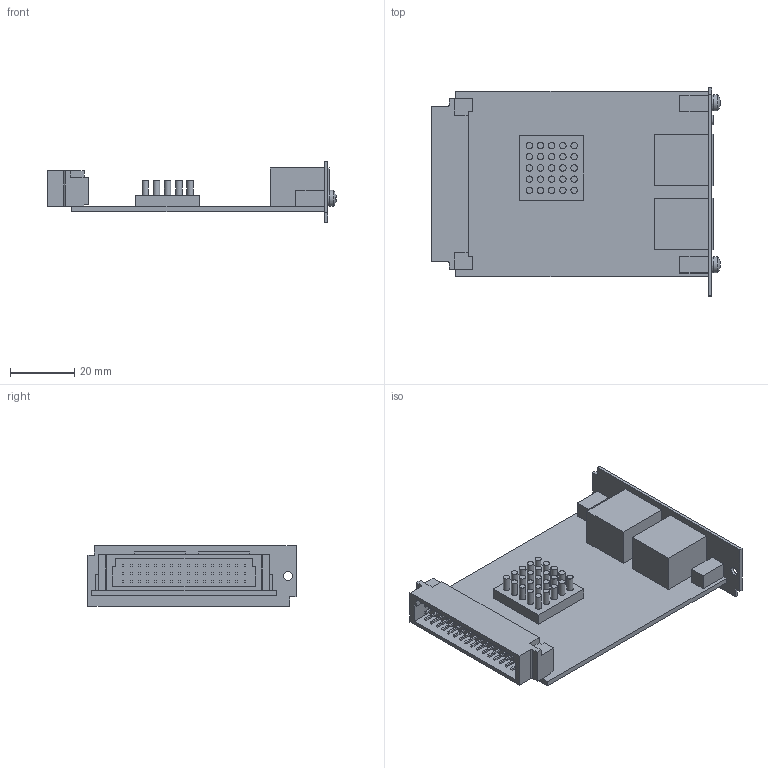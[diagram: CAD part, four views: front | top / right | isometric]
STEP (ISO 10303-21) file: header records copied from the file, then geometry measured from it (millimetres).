
FILE_DESCRIPTION(/* description */ ('STEP AP214'),/* implementation_level */ '2;1');
FILE_NAME(/* name */ '1911916_CAMC-F-PN',/* time_stamp */ '2024-08-05T16:21:34+02:00',/* author */ ('License CC BY-ND 4.0'),/* organization */ ('CADENAS'),/* preprocessor_version */ 'ST-DEVELOPER v19.3',/* originating_system */ 'PARTsolutions',/* authorisation */ ' ');
FILE_SCHEMA (('AUTOMOTIVE_DESIGN {1 0 10303 214 3 1 1}'));
Length unit declared in the file: millimetre
Products named in the file (1): 1911916 CAMC-F-PN
Bounding box: 90.18 x 65 x 19 mm (x, y, z)
Volume: 18665.2 mm3; surface area: 18866.6 mm2
Topology: 1 solids, 1 shells, 458 faces, 1092 edges, 720 vertices
Faces by surface type: plane 420, cylinder 36, sphere 2
Full cylindrical faces by diameter (mm): 2 x25, 2.8 x1, 3 x2, 5 x2
Entity records: 16061 total; most frequent: CARTESIAN_POINT 2231, ORIENTED_EDGE 2112, DIRECTION 2072, EDGE_CURVE 1056, LINE 958, VECTOR 958, VERTEX_POINT 716, EDGE_LOOP 576
